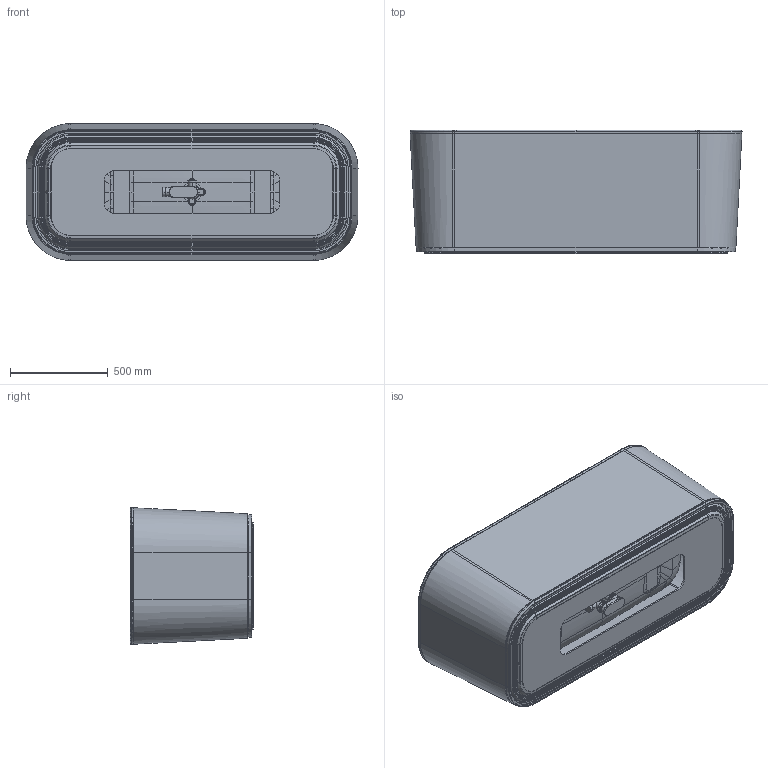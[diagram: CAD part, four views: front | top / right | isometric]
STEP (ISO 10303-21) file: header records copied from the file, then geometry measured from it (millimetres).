
FILE_DESCRIPTION((''),'2;1');
FILE_NAME('V3P1417-405_RENDER_ASM','2016-12-16T',('hegemanc'),('Villeroy & Boch Wellness bv'),'CREO PARAMETRIC BY PTC INC, 2016260','CREO PARAMETRIC BY PTC INC, 2016260','');
FILE_SCHEMA(('CONFIG_CONTROL_DESIGN'));
Products named in the file (12): V3P1417-430_REN; V3P1417-431_REN; V3P1417-432; V3P1417-433_REN; V3P1417-005; V3P1417-105; V3P1417-058_REN; V3P1417-057; V3P1417-435_REN; AFVOERDEKSEL_FINION; V3P1417-312_CH; V3P1417-405_RENDER_ASM
Assembly tree (11 placements, depth 2):
  V3P1417-405_RENDER_ASM
    V3P1417-430_REN
    V3P1417-431_REN
    V3P1417-432
    V3P1417-433_REN
    V3P1417-005
    V3P1417-105
    V3P1417-058_REN
    V3P1417-057
    V3P1417-435_REN
    AFVOERDEKSEL_FINION
    V3P1417-312_CH
Bounding box: 1700.49 x 632.75 x 700.49 mm (x, y, z)
Volume: 60689198.7 mm3; surface area: 12781164.1 mm2
Topology: 12 solids, 12 shells, 2029 faces, 4790 edges, 2818 vertices
Faces by surface type: bspline 784, cylinder 561, plane 461, torus 130, cone 77, sphere 16
Entity records: 103560 total; most frequent: CARTESIAN_POINT 61926, ORIENTED_EDGE 9560, DIRECTION 7167, EDGE_CURVE 4780, VERTEX_POINT 2818, AXIS2_PLACEMENT_3D 2694, EDGE_LOOP 2098, FACE_OUTER_BOUND 2029
